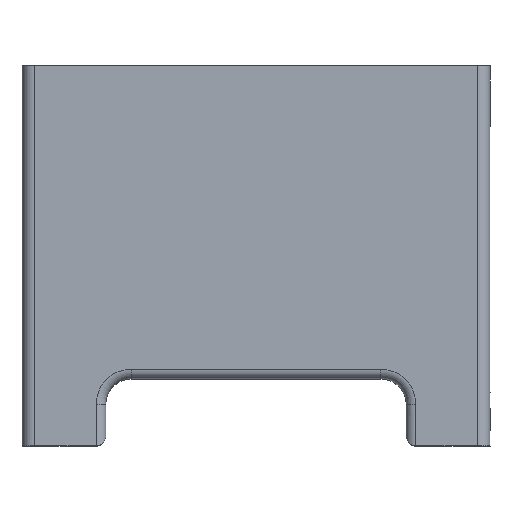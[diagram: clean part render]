
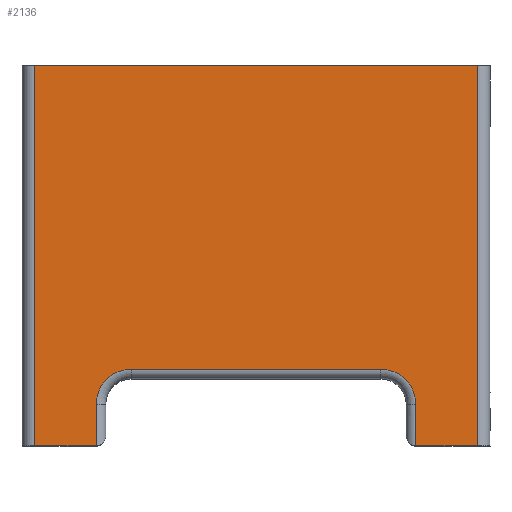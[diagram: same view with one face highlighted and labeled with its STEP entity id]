
A CAD part, top view. The second image highlights one B-rep face of the part: STEP entity #2136.
In plain terms, the highlighted planar face has unit normal (0, 0, 1).
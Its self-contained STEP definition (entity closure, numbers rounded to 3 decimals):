
#26=PLANE('',#2288);
#94=CIRCLE('',#2255,0.55);
#98=CIRCLE('',#2261,0.55);
#193=FACE_OUTER_BOUND('',#310,.T.);
#310=EDGE_LOOP('',(#1524,#1525,#1526,#1527,#1528,#1529,#1530,#1531,#1532,
#1533));
#417=LINE('',#3107,#656);
#418=LINE('',#3118,#657);
#420=LINE('',#3128,#659);
#453=LINE('',#3213,#692);
#457=LINE('',#3224,#696);
#458=LINE('',#3226,#697);
#459=LINE('',#3228,#698);
#460=LINE('',#3229,#699);
#656=VECTOR('',#2464,10.);
#657=VECTOR('',#2477,10.);
#659=VECTOR('',#2489,10.);
#692=VECTOR('',#2566,10.);
#696=VECTOR('',#2576,10.);
#697=VECTOR('',#2577,10.);
#698=VECTOR('',#2578,10.);
#699=VECTOR('',#2579,10.);
#894=VERTEX_POINT('',#3097);
#897=VERTEX_POINT('',#3105);
#899=VERTEX_POINT('',#3110);
#901=VERTEX_POINT('',#3116);
#903=VERTEX_POINT('',#3122);
#904=VERTEX_POINT('',#3127);
#934=VERTEX_POINT('',#3212);
#938=VERTEX_POINT('',#3223);
#939=VERTEX_POINT('',#3225);
#940=VERTEX_POINT('',#3227);
#1106=EDGE_CURVE('',#897,#894,#417,.T.);
#1108=EDGE_CURVE('',#899,#897,#94,.T.);
#1111=EDGE_CURVE('',#901,#899,#418,.T.);
#1114=EDGE_CURVE('',#903,#901,#98,.T.);
#1116=EDGE_CURVE('',#904,#903,#420,.T.);
#1159=EDGE_CURVE('',#934,#894,#453,.T.);
#1164=EDGE_CURVE('',#904,#938,#457,.T.);
#1165=EDGE_CURVE('',#939,#938,#458,.T.);
#1166=EDGE_CURVE('',#940,#939,#459,.T.);
#1167=EDGE_CURVE('',#934,#940,#460,.T.);
#1524=ORIENTED_EDGE('',*,*,#1116,.F.);
#1525=ORIENTED_EDGE('',*,*,#1164,.T.);
#1526=ORIENTED_EDGE('',*,*,#1165,.F.);
#1527=ORIENTED_EDGE('',*,*,#1166,.F.);
#1528=ORIENTED_EDGE('',*,*,#1167,.F.);
#1529=ORIENTED_EDGE('',*,*,#1159,.T.);
#1530=ORIENTED_EDGE('',*,*,#1106,.F.);
#1531=ORIENTED_EDGE('',*,*,#1108,.F.);
#1532=ORIENTED_EDGE('',*,*,#1111,.F.);
#1533=ORIENTED_EDGE('',*,*,#1114,.F.);
#2136=ADVANCED_FACE('',(#193),#26,.T.);
#2255=AXIS2_PLACEMENT_3D('',#3112,#2469,#2470);
#2261=AXIS2_PLACEMENT_3D('',#3124,#2483,#2484);
#2288=AXIS2_PLACEMENT_3D('',#3222,#2574,#2575);
#2464=DIRECTION('',(0.,-1.,0.));
#2469=DIRECTION('center_axis',(0.,0.,1.));
#2470=DIRECTION('ref_axis',(-0.707,0.707,0.));
#2477=DIRECTION('',(-1.,0.,0.));
#2483=DIRECTION('center_axis',(0.,0.,1.));
#2484=DIRECTION('ref_axis',(0.707,0.707,0.));
#2489=DIRECTION('',(0.,1.,0.));
#2566=DIRECTION('',(1.,0.,0.));
#2574=DIRECTION('center_axis',(0.,0.,1.));
#2575=DIRECTION('ref_axis',(1.,0.,0.));
#2576=DIRECTION('',(1.,0.,0.));
#2577=DIRECTION('',(0.,-1.,0.));
#2578=DIRECTION('',(1.,0.,0.));
#2579=DIRECTION('',(0.,1.,0.));
#3097=CARTESIAN_POINT('',(-2.525,0.,1.175));
#3105=CARTESIAN_POINT('',(-2.525,0.66,1.175));
#3107=CARTESIAN_POINT('',(-2.525,0.,1.175));
#3110=CARTESIAN_POINT('',(-1.975,1.21,1.175));
#3112=CARTESIAN_POINT('Origin',(-1.975,0.66,1.175));
#3116=CARTESIAN_POINT('',(1.975,1.21,1.175));
#3118=CARTESIAN_POINT('',(-3.038,1.21,1.175));
#3122=CARTESIAN_POINT('',(2.525,0.66,1.175));
#3124=CARTESIAN_POINT('Origin',(1.975,0.66,1.175));
#3127=CARTESIAN_POINT('',(2.525,0.,1.175));
#3128=CARTESIAN_POINT('',(2.525,0.53,1.175));
#3212=CARTESIAN_POINT('',(-3.5,0.,1.175));
#3213=CARTESIAN_POINT('',(-3.7,0.,1.175));
#3222=CARTESIAN_POINT('Origin',(-3.7,0.,1.175));
#3223=CARTESIAN_POINT('',(3.5,0.,1.175));
#3224=CARTESIAN_POINT('',(-3.7,0.,1.175));
#3225=CARTESIAN_POINT('',(3.5,6.01,1.175));
#3226=CARTESIAN_POINT('',(3.5,0.,1.175));
#3227=CARTESIAN_POINT('',(-3.5,6.01,1.175));
#3228=CARTESIAN_POINT('',(-3.7,6.01,1.175));
#3229=CARTESIAN_POINT('',(-3.5,0.,1.175));
